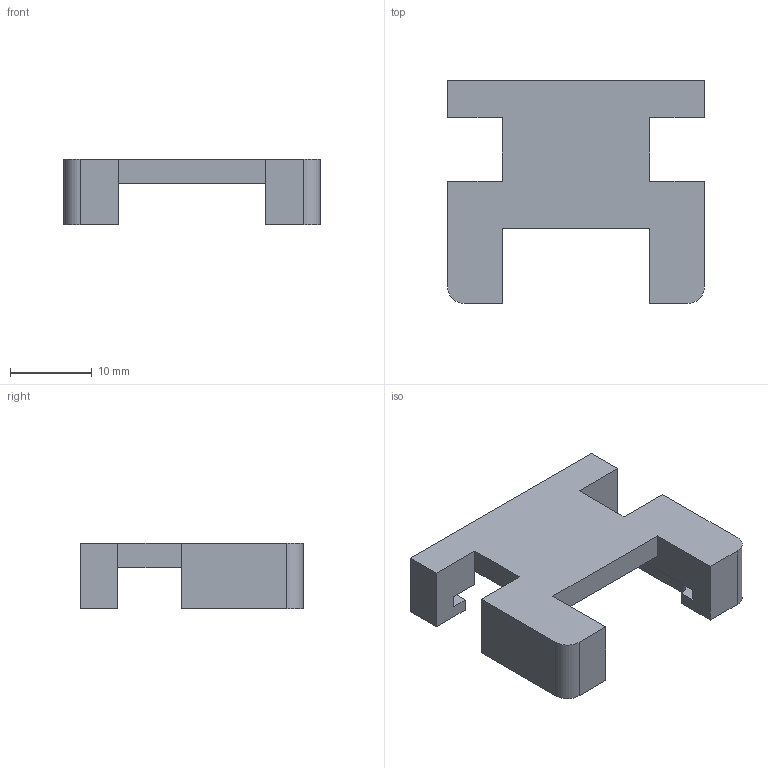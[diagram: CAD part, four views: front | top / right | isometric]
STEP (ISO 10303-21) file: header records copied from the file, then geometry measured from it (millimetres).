
FILE_DESCRIPTION (( 'STEP AP214' ), '1' );
FILE_NAME ('Camera Module Holder v3.STEP', '2024-01-02T22:39:33', ( '' ), ( '' ), 'SwSTEP 2.0', 'SolidWorks 2023', '' );
FILE_SCHEMA (( 'AUTOMOTIVE_DESIGN' ));
Length unit declared in the file: millimetre
Products named in the file (1): Camera Module Holder v3
Bounding box: 31.3 x 27.16 x 8 mm (x, y, z)
Volume: 2774.7 mm3; surface area: 2400 mm2
Topology: 1 solids, 1 shells, 48 faces, 134 edges, 88 vertices
Faces by surface type: plane 44, cylinder 4
Entity records: 1537 total; most frequent: CARTESIAN_POINT 271, ORIENTED_EDGE 268, DIRECTION 240, EDGE_CURVE 134, LINE 126, VECTOR 126, VERTEX_POINT 88, AXIS2_PLACEMENT_3D 57
